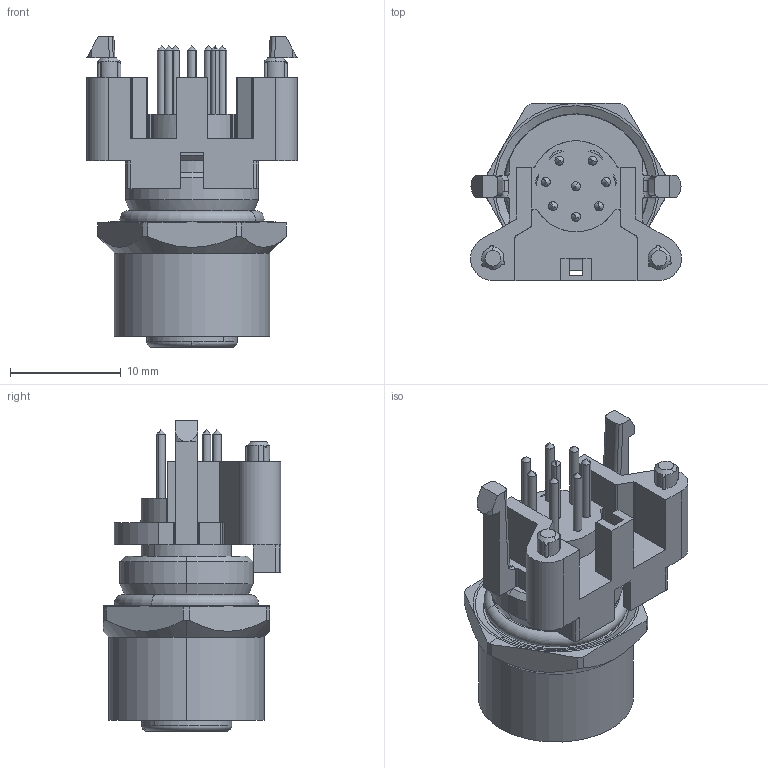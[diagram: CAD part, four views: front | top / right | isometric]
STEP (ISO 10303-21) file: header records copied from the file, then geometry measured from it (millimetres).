
FILE_DESCRIPTION(('CATIA V5R24 STEP','CAx-IF Rec.Pracs.--- Model Styling and Organization---1.2---2011-12-15'),'2;1');
FILE_NAME ('D1461762_0_2421760000_2421760000.stp','2017-08-29T11:56:00+00:00',('none'),('Weidmueller'),'CATIA Version 5-6 Release 2014 SP4 HF52','CATIA V5 STEP AP214','none');
FILE_SCHEMA(('AUTOMOTIVE_DESIGN { 1 0 10303 214 1 1 1 1 }'));
Length unit declared in the file: millimetre
Products named in the file (1): 2421760000
Bounding box: 19 x 16 x 28 mm (x, y, z)
Volume: 2766.5 mm3; surface area: 4416.7 mm2
Topology: 4 solids, 22 shells, 549 faces, 1568 edges, 1058 vertices
Faces by surface type: cylinder 197, plane 177, bspline 74, cone 72, torus 28, extrusion 1
Entity records: 19024 total; most frequent: CARTESIAN_POINT 6171, ORIENTED_EDGE 3072, DIRECTION 1875, EDGE_CURVE 1536, VERTEX_POINT 1058, AXIS2_PLACEMENT_3D 835, VECTOR 609, LINE 608
